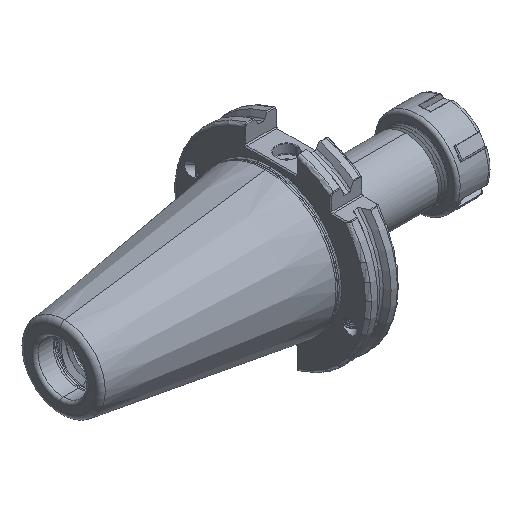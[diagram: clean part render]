
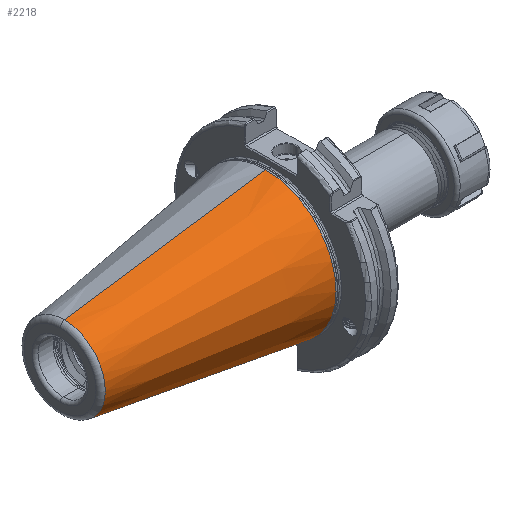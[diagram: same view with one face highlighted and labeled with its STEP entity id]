
A CAD part, isometric view. The second image highlights one B-rep face of the part: STEP entity #2218.
In plain terms, the highlighted conical face has half-angle 8.297 degrees and reference radius 35.392 mm.
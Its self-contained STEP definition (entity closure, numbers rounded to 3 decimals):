
#627 = EDGE_CURVE ( 'NONE', #17741, #17718, #4442, .T. ) ;
#654 = EDGE_CURVE ( 'NONE', #17732, #17725, #4502, .T. ) ;
#2218 = ADVANCED_FACE ( 'NONE', ( #12836 ), #12878, .T. ) ;
#4442 = CIRCLE ( 'NONE', #5423, 35.027 ) ;
#4502 = CIRCLE ( 'NONE', #5445, 20.399 ) ;
#4961 = EDGE_CURVE ( 'NONE', #17732, #17759, #13029, .T. ) ;
#4978 = EDGE_CURVE ( 'NONE', #17759, #17741, #13007, .T. ) ;
#5001 = EDGE_CURVE ( 'NONE', #17725, #17718, #13012, .T. ) ;
#5423 = AXIS2_PLACEMENT_3D ( 'NONE', #29016, #29000, #28963 ) ;
#5445 = AXIS2_PLACEMENT_3D ( 'NONE', #17260, #17238, #17234 ) ;
#8920 = AXIS2_PLACEMENT_3D ( 'NONE', #18617, #18630, #18591 ) ;
#9121 = AXIS2_PLACEMENT_3D ( 'NONE', #23892, #23899, #23887 ) ;
#12836 = FACE_OUTER_BOUND ( 'NONE', #31857, .T. ) ;
#12878 = CONICAL_SURFACE ( 'NONE', #8920, 35.392, 0.145 ) ;
#13002 = VECTOR ( 'NONE', #24000, 1000. ) ;
#13007 = CIRCLE ( 'NONE', #9121, 35.027 ) ;
#13012 = LINE ( 'NONE', #24003, #13002 ) ;
#13017 = VECTOR ( 'NONE', #19530, 1000. ) ;
#13029 = LINE ( 'NONE', #19559, #13017 ) ;
#17234 = DIRECTION ( 'NONE',  ( 0., 0., 1. ) ) ;
#17238 = DIRECTION ( 'NONE',  ( 1., 0., 0. ) ) ;
#17260 = CARTESIAN_POINT ( 'NONE',  ( -102.811, 0., 0. ) ) ;
#17718 = VERTEX_POINT ( 'NONE', #24685 ) ;
#17725 = VERTEX_POINT ( 'NONE', #24699 ) ;
#17732 = VERTEX_POINT ( 'NONE', #24609 ) ;
#17741 = VERTEX_POINT ( 'NONE', #24706 ) ;
#17759 = VERTEX_POINT ( 'NONE', #24729 ) ;
#18350 = ORIENTED_EDGE ( 'NONE', *, *, #4978, .F. ) ;
#18399 = ORIENTED_EDGE ( 'NONE', *, *, #654, .T. ) ;
#18403 = ORIENTED_EDGE ( 'NONE', *, *, #5001, .T. ) ;
#18406 = ORIENTED_EDGE ( 'NONE', *, *, #4961, .F. ) ;
#18591 = DIRECTION ( 'NONE',  ( 0., 0., -1. ) ) ;
#18617 = CARTESIAN_POINT ( 'NONE',  ( 0., 0., 0. ) ) ;
#18630 = DIRECTION ( 'NONE',  ( 1., 0., 0. ) ) ;
#19530 = DIRECTION ( 'NONE',  ( 0.99, 0., 0.144 ) ) ;
#19559 = CARTESIAN_POINT ( 'NONE',  ( 0., 0., 35.392 ) ) ;
#23887 = DIRECTION ( 'NONE',  ( 0., 1., 0. ) ) ;
#23892 = CARTESIAN_POINT ( 'NONE',  ( -2.5, 0., 0. ) ) ;
#23899 = DIRECTION ( 'NONE',  ( 1., 0., 0. ) ) ;
#24000 = DIRECTION ( 'NONE',  ( 0.99, 0., -0.144 ) ) ;
#24003 = CARTESIAN_POINT ( 'NONE',  ( 0., 0., -35.392 ) ) ;
#24609 = CARTESIAN_POINT ( 'NONE',  ( -102.811, 0., 20.399 ) ) ;
#24685 = CARTESIAN_POINT ( 'NONE',  ( -2.5, 0., -35.027 ) ) ;
#24699 = CARTESIAN_POINT ( 'NONE',  ( -102.811, 0., -20.399 ) ) ;
#24706 = CARTESIAN_POINT ( 'NONE',  ( -2.5, -35.027, 0. ) ) ;
#24729 = CARTESIAN_POINT ( 'NONE',  ( -2.5, 0., 35.027 ) ) ;
#28963 = DIRECTION ( 'NONE',  ( 0., 1., 0. ) ) ;
#29000 = DIRECTION ( 'NONE',  ( 1., 0., 0. ) ) ;
#29016 = CARTESIAN_POINT ( 'NONE',  ( -2.5, 0., 0. ) ) ;
#31857 = EDGE_LOOP ( 'NONE', ( #18406, #18399, #18403, #32255, #18350 ) ) ;
#32255 = ORIENTED_EDGE ( 'NONE', *, *, #627, .F. ) ;
